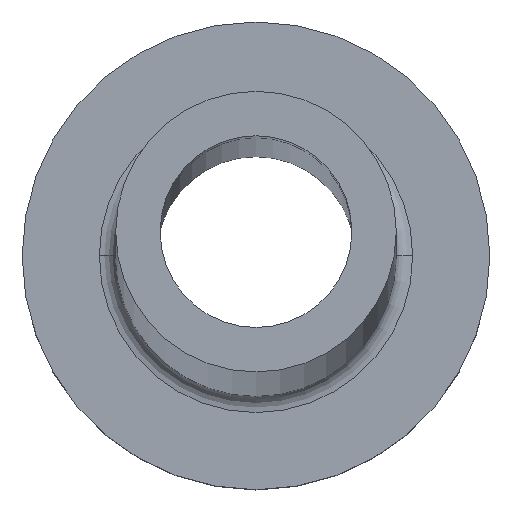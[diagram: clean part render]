
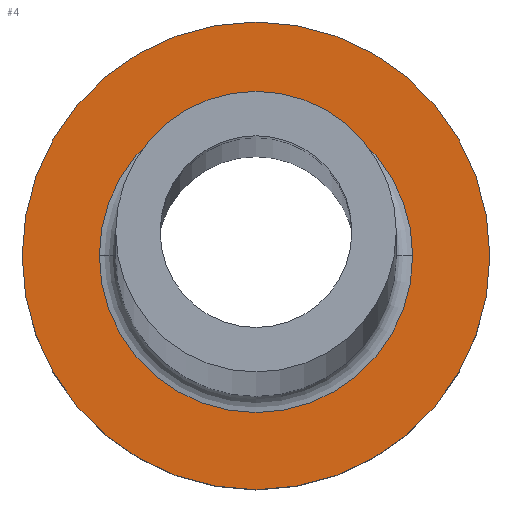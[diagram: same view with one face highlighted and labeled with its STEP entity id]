
A CAD part, top view. The second image highlights one B-rep face of the part: STEP entity #4.
In plain terms, the highlighted planar face has unit normal (0, 0, 1).
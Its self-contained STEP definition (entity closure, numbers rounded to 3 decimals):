
#4 = ADVANCED_FACE ( 'NONE', ( #33, #148 ), #28, .T. ) ;
#9 = CIRCLE ( 'NONE', #418, 6.7 ) ;
#11 = DIRECTION ( 'NONE',  ( 0., 0., -1. ) ) ;
#15 = CARTESIAN_POINT ( 'NONE',  ( 0., 0., 7. ) ) ;
#19 = DIRECTION ( 'NONE',  ( 0., 0., 1. ) ) ;
#25 = CARTESIAN_POINT ( 'NONE',  ( 0., 0., 7. ) ) ;
#28 = PLANE ( 'NONE',  #40 ) ;
#33 = FACE_BOUND ( 'NONE', #227, .T. ) ;
#38 = CARTESIAN_POINT ( 'NONE',  ( 0., 0., 7. ) ) ;
#40 = AXIS2_PLACEMENT_3D ( 'NONE', #289, #319, #60 ) ;
#41 = CARTESIAN_POINT ( 'NONE',  ( -10., 0., 7. ) ) ;
#60 = DIRECTION ( 'NONE',  ( 1., 0., 0. ) ) ;
#71 = AXIS2_PLACEMENT_3D ( 'NONE', #25, #270, #86 ) ;
#86 = DIRECTION ( 'NONE',  ( 1., 0., 0. ) ) ;
#92 = DIRECTION ( 'NONE',  ( 0., 0., -1. ) ) ;
#96 = ORIENTED_EDGE ( 'NONE', *, *, #205, .T. ) ;
#99 = ORIENTED_EDGE ( 'NONE', *, *, #222, .T. ) ;
#111 = ORIENTED_EDGE ( 'NONE', *, *, #268, .T. ) ;
#127 = AXIS2_PLACEMENT_3D ( 'NONE', #38, #19, #381 ) ;
#133 = CARTESIAN_POINT ( 'NONE',  ( 6.7, 0., 7. ) ) ;
#148 = FACE_OUTER_BOUND ( 'NONE', #252, .T. ) ;
#160 = DIRECTION ( 'NONE',  ( 1., 0., 0. ) ) ;
#201 = DIRECTION ( 'NONE',  ( 1., 0., 0. ) ) ;
#205 = EDGE_CURVE ( 'NONE', #423, #244, #405, .T. ) ;
#222 = EDGE_CURVE ( 'NONE', #430, #353, #330, .T. ) ;
#227 = EDGE_LOOP ( 'NONE', ( #96, #111 ) ) ;
#236 = CARTESIAN_POINT ( 'NONE',  ( -6.7, 0., 7. ) ) ;
#244 = VERTEX_POINT ( 'NONE', #236 ) ;
#252 = EDGE_LOOP ( 'NONE', ( #358, #99 ) ) ;
#268 = EDGE_CURVE ( 'NONE', #244, #423, #9, .T. ) ;
#270 = DIRECTION ( 'NONE',  ( 0., 0., 1. ) ) ;
#278 = CIRCLE ( 'NONE', #71, 10. ) ;
#286 = EDGE_CURVE ( 'NONE', #353, #430, #278, .T. ) ;
#289 = CARTESIAN_POINT ( 'NONE',  ( 0., 0., 7. ) ) ;
#319 = DIRECTION ( 'NONE',  ( 0., 0., 1. ) ) ;
#330 = CIRCLE ( 'NONE', #127, 10. ) ;
#353 = VERTEX_POINT ( 'NONE', #41 ) ;
#358 = ORIENTED_EDGE ( 'NONE', *, *, #286, .T. ) ;
#359 = AXIS2_PLACEMENT_3D ( 'NONE', #15, #11, #160 ) ;
#381 = DIRECTION ( 'NONE',  ( 1., 0., 0. ) ) ;
#405 = CIRCLE ( 'NONE', #359, 6.7 ) ;
#418 = AXIS2_PLACEMENT_3D ( 'NONE', #450, #92, #201 ) ;
#423 = VERTEX_POINT ( 'NONE', #133 ) ;
#430 = VERTEX_POINT ( 'NONE', #444 ) ;
#444 = CARTESIAN_POINT ( 'NONE',  ( 10., 0., 7. ) ) ;
#450 = CARTESIAN_POINT ( 'NONE',  ( 0., 0., 7. ) ) ;
